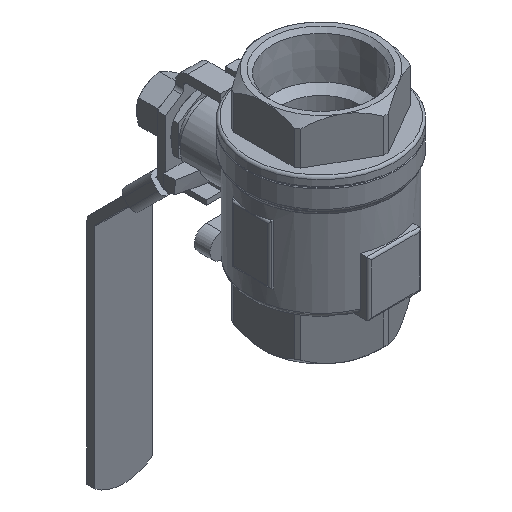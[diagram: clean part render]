
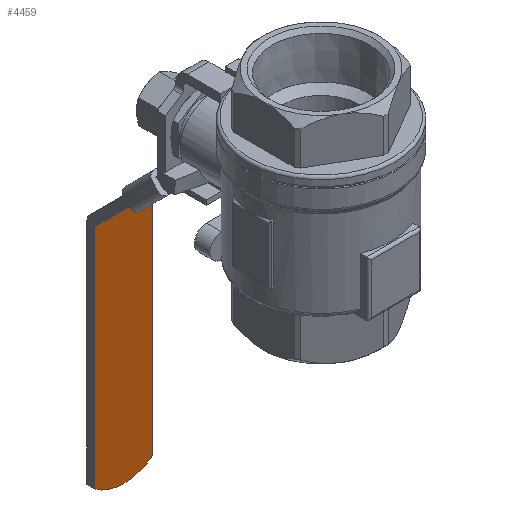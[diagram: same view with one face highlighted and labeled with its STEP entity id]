
A CAD part, isometric view. The second image highlights one B-rep face of the part: STEP entity #4459.
In plain terms, the highlighted planar face has unit normal (0, -1, 0).
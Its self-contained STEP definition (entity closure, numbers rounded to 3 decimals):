
#134=PLANE('',#4851);
#403=LINE('',#7111,#777);
#411=LINE('',#7130,#785);
#446=LINE('',#7228,#820);
#777=VECTOR('',#5594,1000.);
#785=VECTOR('',#5608,1000.);
#820=VECTOR('',#5697,1000.);
#1078=CIRCLE('',#4852,20.);
#1638=ORIENTED_EDGE('',*,*,#2844,.F.);
#1639=ORIENTED_EDGE('',*,*,#2784,.F.);
#1640=ORIENTED_EDGE('',*,*,#2845,.T.);
#1641=ORIENTED_EDGE('',*,*,#2794,.T.);
#2784=EDGE_CURVE('',#3376,#3377,#403,.T.);
#2794=EDGE_CURVE('',#3385,#3384,#411,.T.);
#2844=EDGE_CURVE('',#3377,#3384,#1078,.T.);
#2845=EDGE_CURVE('',#3376,#3385,#446,.T.);
#3376=VERTEX_POINT('',#7110);
#3377=VERTEX_POINT('',#7112);
#3384=VERTEX_POINT('',#7129);
#3385=VERTEX_POINT('',#7131);
#3793=EDGE_LOOP('',(#1638,#1639,#1640,#1641));
#4110=FACE_BOUND('',#3793,.T.);
#4459=ADVANCED_FACE('',(#4110),#134,.F.);
#4851=AXIS2_PLACEMENT_3D('',#7226,#5693,#5694);
#4852=AXIS2_PLACEMENT_3D('',#7227,#5695,#5696);
#5594=DIRECTION('',(0.,0.,-1.));
#5608=DIRECTION('',(0.,0.,-1.));
#5693=DIRECTION('',(0.,1.,0.));
#5694=DIRECTION('',(0.,0.,1.));
#5695=DIRECTION('',(0.,1.,0.));
#5696=DIRECTION('',(1.,0.,0.));
#5697=DIRECTION('',(-1.,0.,0.));
#7110=CARTESIAN_POINT('',(12.1,82.5,-47.368));
#7111=CARTESIAN_POINT('',(12.1,82.5,-46.953));
#7112=CARTESIAN_POINT('',(12.1,82.5,-142.425));
#7129=CARTESIAN_POINT('',(-12.1,82.5,-142.425));
#7130=CARTESIAN_POINT('',(-12.1,82.5,-46.953));
#7131=CARTESIAN_POINT('',(-12.1,82.5,-47.368));
#7226=CARTESIAN_POINT('',(12.1,82.5,-46.953));
#7227=CARTESIAN_POINT('',(0.,82.5,-126.5));
#7228=CARTESIAN_POINT('',(12.1,82.5,-47.368));
